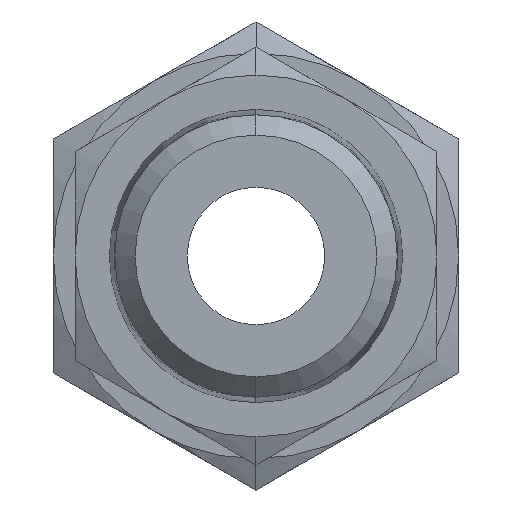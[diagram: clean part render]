
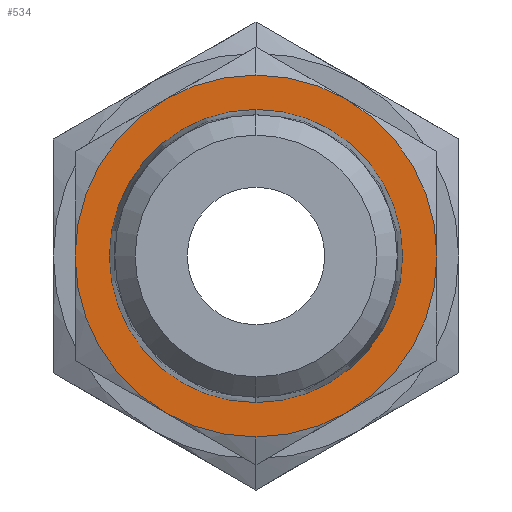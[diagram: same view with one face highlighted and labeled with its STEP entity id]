
A CAD part, left-side view. The second image highlights one B-rep face of the part: STEP entity #534.
In plain terms, the highlighted planar face has unit normal (-1, 0, 0).
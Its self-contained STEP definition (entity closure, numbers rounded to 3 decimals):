
#311=CARTESIAN_POINT('POINT25',(9.967,0.,
   -5.144));
#312=VERTEX_POINT('VERTEX25',#311);
#319=CARTESIAN_POINT('POINT26',(9.967,0.,
   5.144));
#320=VERTEX_POINT('VERTEX26',#319);
#321=CARTESIAN_POINT('POS29',(9.967,0.,
   0.));
#322=DIRECTION('DIR46',(1.,0.,
   0.));
#323=DIRECTION('DIR47',(0.,0.,
   -1.));
#324=AXIS2_PLACEMENT_3D('AXIS18',#321,#322,#323);
#325=CIRCLE('ELLIPSE10',#324,5.144);
#326=EDGE_CURVE('EDGE36',#320,#312,#325,.T.);
#346=EDGE_CURVE('EDGE38',#312,#320,#325,.T.);
#486=ORIENTED_EDGE('COEDGE91',*,*,#346,.T.);
#487=ORIENTED_EDGE('COEDGE92',*,*,#326,.T.);
#488=EDGE_LOOP('NONE',(#486,#487));
#489=FACE_BOUND('LOOP1',#488,.T.);
#490=CARTESIAN_POINT('POINT33',(9.967,-3.175,
   5.499));
#491=VERTEX_POINT('VERTEX33',#490);
#492=CARTESIAN_POINT('POINT34',(9.967,0.,
   6.35));
#493=VERTEX_POINT('VERTEX34',#492);
#494=CARTESIAN_POINT('POS35',(9.967,0.,
   0.));
#495=DIRECTION('DIR55',(-1.,0.,
   0.));
#496=DIRECTION('DIR56',(0.,0.,-1.));
#497=AXIS2_PLACEMENT_3D('AXIS21',#494,#495,#496);
#498=CIRCLE('ELLIPSE11',#497,6.35);
#499=EDGE_CURVE('EDGE53',#491,#493,#498,.T.);
#500=ORIENTED_EDGE('COEDGE93',*,*,#499,.T.);
#501=CARTESIAN_POINT('POINT35',(9.967,3.175,
   5.499));
#502=VERTEX_POINT('VERTEX35',#501);
#503=EDGE_CURVE('EDGE54',#493,#502,#498,.T.);
#504=ORIENTED_EDGE('COEDGE94',*,*,#503,.T.);
#505=CARTESIAN_POINT('POINT36',(9.967,6.35,
   0.));
#506=VERTEX_POINT('VERTEX36',#505);
#507=EDGE_CURVE('EDGE55',#502,#506,#498,.T.);
#508=ORIENTED_EDGE('COEDGE95',*,*,#507,.T.);
#509=CARTESIAN_POINT('POINT37',(9.967,3.175,
   -5.499));
#510=VERTEX_POINT('VERTEX37',#509);
#511=EDGE_CURVE('EDGE56',#506,#510,#498,.T.);
#512=ORIENTED_EDGE('COEDGE96',*,*,#511,.T.);
#513=CARTESIAN_POINT('POINT38',(9.967,0.,
   -6.35));
#514=VERTEX_POINT('VERTEX38',#513);
#515=EDGE_CURVE('EDGE57',#510,#514,#498,.T.);
#516=ORIENTED_EDGE('COEDGE97',*,*,#515,.T.);
#517=CARTESIAN_POINT('POINT39',(9.967,-3.175,
   -5.499));
#518=VERTEX_POINT('VERTEX39',#517);
#519=EDGE_CURVE('EDGE58',#514,#518,#498,.T.);
#520=ORIENTED_EDGE('COEDGE98',*,*,#519,.T.);
#521=CARTESIAN_POINT('POINT40',(9.967,-6.35,
   0.));
#522=VERTEX_POINT('VERTEX40',#521);
#523=EDGE_CURVE('EDGE59',#518,#522,#498,.T.);
#524=ORIENTED_EDGE('COEDGE99',*,*,#523,.T.);
#525=EDGE_CURVE('EDGE60',#522,#491,#498,.T.);
#526=ORIENTED_EDGE('COEDGE100',*,*,#525,.T.);
#527=EDGE_LOOP('NONE',(#500,#504,#508,#512,#516,#520,#524,#526));
#528=FACE_BOUND('LOOP1',#527,.T.);
#529=CARTESIAN_POINT('POS36',(9.967,0.,
   0.));
#530=DIRECTION('DIR57',(1.,0.,
   0.));
#531=DIRECTION('DIR58',(0.,1.,
   0.));
#532=AXIS2_PLACEMENT_3D('AXIS22',#529,#530,#531);
#533=PLANE('PLANE4',#532);
#534=ADVANCED_FACE('FACE24',(#489,#528),#533,.F.);
